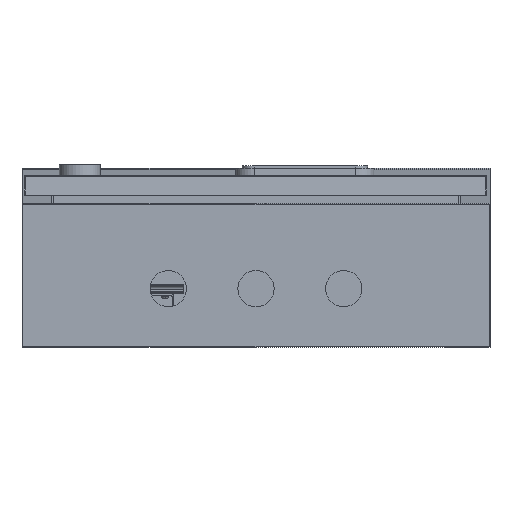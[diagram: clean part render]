
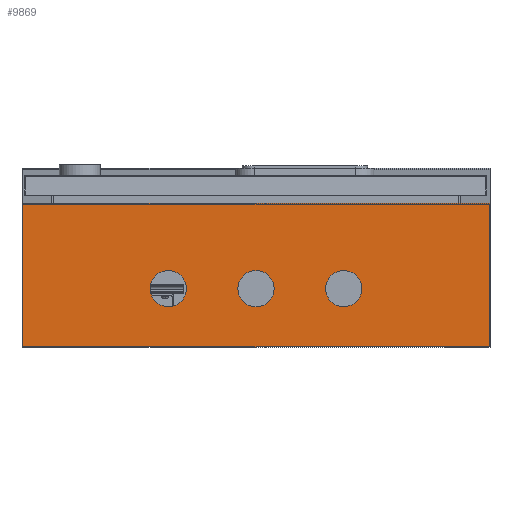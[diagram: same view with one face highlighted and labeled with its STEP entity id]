
A CAD part, front view. The second image highlights one B-rep face of the part: STEP entity #9869.
In plain terms, the highlighted planar face has unit normal (0, -1, 0).
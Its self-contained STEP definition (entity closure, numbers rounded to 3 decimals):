
#57 = VECTOR ( 'NONE', #6129, 1000. ) ;
#172 = ORIENTED_EDGE ( 'NONE', *, *, #311, .F. ) ;
#311 = EDGE_CURVE ( 'NONE', #5490, #8975, #6425, .T. ) ;
#421 = EDGE_CURVE ( 'NONE', #2928, #12150, #5815, .T. ) ;
#617 = EDGE_LOOP ( 'NONE', ( #5195, #172 ) ) ;
#640 = DIRECTION ( 'NONE',  ( 0., 1., 0. ) ) ;
#740 = VERTEX_POINT ( 'NONE', #7506 ) ;
#859 = CARTESIAN_POINT ( 'NONE',  ( -200., -222.5, 0. ) ) ;
#1015 = DIRECTION ( 'NONE',  ( 0., -1., 0. ) ) ;
#1094 = CIRCLE ( 'NONE', #9846, 15.5 ) ;
#1452 = CARTESIAN_POINT ( 'NONE',  ( 0., -222.5, 50. ) ) ;
#1477 = VERTEX_POINT ( 'NONE', #9677 ) ;
#1596 = CARTESIAN_POINT ( 'NONE',  ( 75., -222.5, 50. ) ) ;
#1716 = EDGE_CURVE ( 'NONE', #6084, #5276, #1956, .T. ) ;
#1902 = ORIENTED_EDGE ( 'NONE', *, *, #11602, .F. ) ;
#1956 = CIRCLE ( 'NONE', #11288, 15.5 ) ;
#2315 = DIRECTION ( 'NONE',  ( 0., 0., 1. ) ) ;
#2430 = DIRECTION ( 'NONE',  ( 0., 0., -1. ) ) ;
#2482 = DIRECTION ( 'NONE',  ( 0., 0., -1. ) ) ;
#2833 = CARTESIAN_POINT ( 'NONE',  ( 75., -222.5, 50. ) ) ;
#2928 = VERTEX_POINT ( 'NONE', #3426 ) ;
#3062 = DIRECTION ( 'NONE',  ( 0., -1., 0. ) ) ;
#3114 = EDGE_LOOP ( 'NONE', ( #3153, #5725 ) ) ;
#3153 = ORIENTED_EDGE ( 'NONE', *, *, #11985, .F. ) ;
#3225 = CARTESIAN_POINT ( 'NONE',  ( -200., -222.5, 0. ) ) ;
#3286 = AXIS2_PLACEMENT_3D ( 'NONE', #6283, #640, #4391 ) ;
#3407 = PLANE ( 'NONE',  #3286 ) ;
#3426 = CARTESIAN_POINT ( 'NONE',  ( 200., -222.5, 0. ) ) ;
#3778 = EDGE_CURVE ( 'NONE', #1477, #740, #4497, .T. ) ;
#4105 = CARTESIAN_POINT ( 'NONE',  ( 200., -222.5, 123. ) ) ;
#4123 = CARTESIAN_POINT ( 'NONE',  ( 0., -222.5, 65.5 ) ) ;
#4166 = DIRECTION ( 'NONE',  ( 0., -1., 0. ) ) ;
#4246 = CARTESIAN_POINT ( 'NONE',  ( -75., -222.5, 50. ) ) ;
#4391 = DIRECTION ( 'NONE',  ( 0., 0., 1. ) ) ;
#4497 = LINE ( 'NONE', #4105, #4788 ) ;
#4752 = ORIENTED_EDGE ( 'NONE', *, *, #1716, .F. ) ;
#4788 = VECTOR ( 'NONE', #10612, 1000. ) ;
#4974 = EDGE_CURVE ( 'NONE', #740, #12150, #11247, .T. ) ;
#5130 = FACE_BOUND ( 'NONE', #10050, .T. ) ;
#5195 = ORIENTED_EDGE ( 'NONE', *, *, #7033, .F. ) ;
#5238 = DIRECTION ( 'NONE',  ( 0., 0., -1. ) ) ;
#5276 = VERTEX_POINT ( 'NONE', #9843 ) ;
#5382 = AXIS2_PLACEMENT_3D ( 'NONE', #1452, #6265, #2482 ) ;
#5405 = EDGE_CURVE ( 'NONE', #5741, #9015, #9331, .T. ) ;
#5490 = VERTEX_POINT ( 'NONE', #8072 ) ;
#5546 = FACE_BOUND ( 'NONE', #617, .T. ) ;
#5597 = AXIS2_PLACEMENT_3D ( 'NONE', #11655, #10870, #11829 ) ;
#5725 = ORIENTED_EDGE ( 'NONE', *, *, #5405, .F. ) ;
#5741 = VERTEX_POINT ( 'NONE', #4123 ) ;
#5815 = LINE ( 'NONE', #9916, #57 ) ;
#6084 = VERTEX_POINT ( 'NONE', #11105 ) ;
#6129 = DIRECTION ( 'NONE',  ( -1., 0., 0. ) ) ;
#6161 = CARTESIAN_POINT ( 'NONE',  ( -75., -222.5, 34.5 ) ) ;
#6200 = DIRECTION ( 'NONE',  ( 0., -1., 0. ) ) ;
#6265 = DIRECTION ( 'NONE',  ( 0., -1., 0. ) ) ;
#6283 = CARTESIAN_POINT ( 'NONE',  ( 200., -222.5, 0. ) ) ;
#6425 = CIRCLE ( 'NONE', #5597, 15.5 ) ;
#6859 = DIRECTION ( 'NONE',  ( 0., 0., -1. ) ) ;
#7025 = EDGE_CURVE ( 'NONE', #1477, #2928, #8376, .T. ) ;
#7033 = EDGE_CURVE ( 'NONE', #8975, #5490, #10910, .T. ) ;
#7506 = CARTESIAN_POINT ( 'NONE',  ( -200., -222.5, 123. ) ) ;
#8072 = CARTESIAN_POINT ( 'NONE',  ( -75., -222.5, 65.5 ) ) ;
#8101 = VECTOR ( 'NONE', #5238, 1000. ) ;
#8167 = VECTOR ( 'NONE', #11327, 1000. ) ;
#8248 = ORIENTED_EDGE ( 'NONE', *, *, #4974, .T. ) ;
#8347 = FACE_BOUND ( 'NONE', #3114, .T. ) ;
#8372 = CARTESIAN_POINT ( 'NONE',  ( 0., -222.5, 34.5 ) ) ;
#8376 = LINE ( 'NONE', #10749, #8101 ) ;
#8387 = ORIENTED_EDGE ( 'NONE', *, *, #7025, .F. ) ;
#8497 = FACE_OUTER_BOUND ( 'NONE', #11837, .T. ) ;
#8975 = VERTEX_POINT ( 'NONE', #6161 ) ;
#9015 = VERTEX_POINT ( 'NONE', #8372 ) ;
#9331 = CIRCLE ( 'NONE', #5382, 15.5 ) ;
#9412 = ORIENTED_EDGE ( 'NONE', *, *, #421, .F. ) ;
#9677 = CARTESIAN_POINT ( 'NONE',  ( 200., -222.5, 123. ) ) ;
#9843 = CARTESIAN_POINT ( 'NONE',  ( 75., -222.5, 65.5 ) ) ;
#9846 = AXIS2_PLACEMENT_3D ( 'NONE', #1596, #6200, #2430 ) ;
#9869 = ADVANCED_FACE ( 'NONE', ( #5130, #8347, #5546, #8497 ), #3407, .F. ) ;
#9916 = CARTESIAN_POINT ( 'NONE',  ( 200., -222.5, 0. ) ) ;
#10050 = EDGE_LOOP ( 'NONE', ( #4752, #1902 ) ) ;
#10199 = ORIENTED_EDGE ( 'NONE', *, *, #3778, .T. ) ;
#10415 = DIRECTION ( 'NONE',  ( 0., 0., -1. ) ) ;
#10612 = DIRECTION ( 'NONE',  ( -1., 0., 0. ) ) ;
#10749 = CARTESIAN_POINT ( 'NONE',  ( 200., -222.5, 0. ) ) ;
#10870 = DIRECTION ( 'NONE',  ( 0., -1., 0. ) ) ;
#10910 = CIRCLE ( 'NONE', #10924, 15.5 ) ;
#10924 = AXIS2_PLACEMENT_3D ( 'NONE', #4246, #4166, #2315 ) ;
#11105 = CARTESIAN_POINT ( 'NONE',  ( 75., -222.5, 34.5 ) ) ;
#11247 = LINE ( 'NONE', #859, #8167 ) ;
#11288 = AXIS2_PLACEMENT_3D ( 'NONE', #2833, #1015, #10415 ) ;
#11327 = DIRECTION ( 'NONE',  ( 0., 0., -1. ) ) ;
#11407 = CIRCLE ( 'NONE', #12076, 15.5 ) ;
#11468 = CARTESIAN_POINT ( 'NONE',  ( 0., -222.5, 50. ) ) ;
#11602 = EDGE_CURVE ( 'NONE', #5276, #6084, #1094, .T. ) ;
#11655 = CARTESIAN_POINT ( 'NONE',  ( -75., -222.5, 50. ) ) ;
#11829 = DIRECTION ( 'NONE',  ( 0., 0., 1. ) ) ;
#11837 = EDGE_LOOP ( 'NONE', ( #8248, #9412, #8387, #10199 ) ) ;
#11985 = EDGE_CURVE ( 'NONE', #9015, #5741, #11407, .T. ) ;
#12076 = AXIS2_PLACEMENT_3D ( 'NONE', #11468, #3062, #6859 ) ;
#12150 = VERTEX_POINT ( 'NONE', #3225 ) ;
